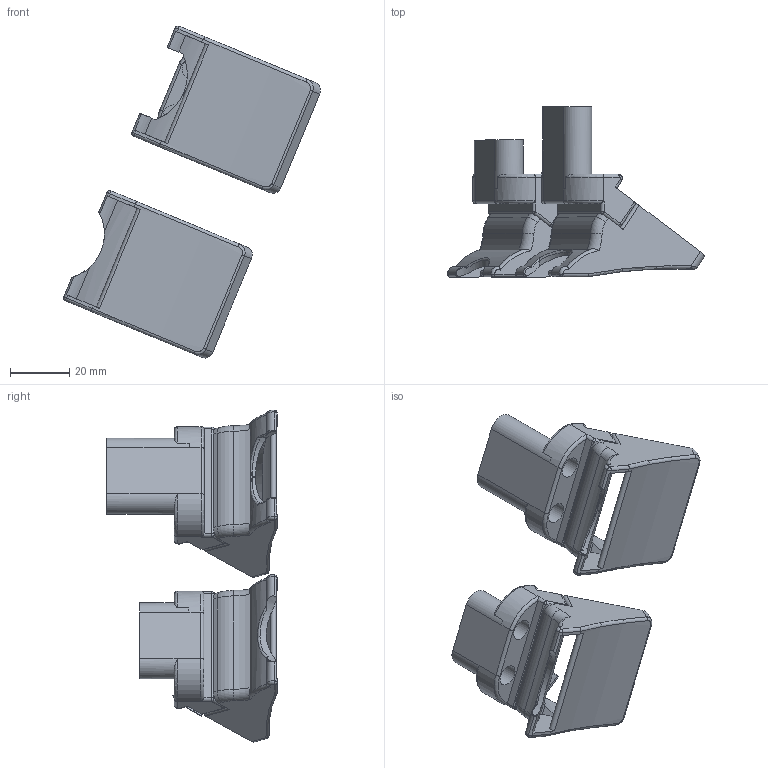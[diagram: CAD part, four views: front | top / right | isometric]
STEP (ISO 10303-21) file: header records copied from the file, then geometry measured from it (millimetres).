
FILE_DESCRIPTION(/* description */ (''),/* implementation_level */ '2;1');
FILE_NAME(/* name */ '40_mm_fan_ducts.step',/* time_stamp */ '2018-02-14T12:50:59+01:00',/* author */ (''),/* organization */ (''),/* preprocessor_version */ 'ST-DEVELOPER v16.13',/* originating_system */ 'Autodesk Translation Framework v6.5.0.72',/* authorisation */ '');
FILE_SCHEMA (('AUTOMOTIVE_DESIGN { 1 0 10303 214 3 1 1 }'));
Length unit declared in the file: millimetre
Products named in the file (6): (Unsaved); 40mmFan; 40mmFanHolder; 40mmFanHolderVolcano; 40mmFanDuctMKV; 40mmFanDuctMKVBigCut
Assembly tree (5 placements, depth 2):
  (Unsaved)
    40mmFan
    40mmFanHolder
    40mmFanHolderVolcano
    40mmFanDuctMKV
    40mmFanDuctMKVBigCut
Bounding box: 86.48 x 57.31 x 111.76 mm (x, y, z)
Volume: 37107.9 mm3; surface area: 26310.3 mm2
Topology: 5 solids, 5 shells, 283 faces, 697 edges, 431 vertices
Faces by surface type: cylinder 124, plane 83, torus 37, bspline 23, sphere 16
Full cylindrical faces by diameter (mm): 3.8 x12, 7.1 x4
Entity records: 9969 total; most frequent: CARTESIAN_POINT 3103, DIRECTION 1434, ORIENTED_EDGE 1392, EDGE_CURVE 696, AXIS2_PLACEMENT_3D 579, VERTEX_POINT 431, CIRCLE 307, EDGE_LOOP 303
